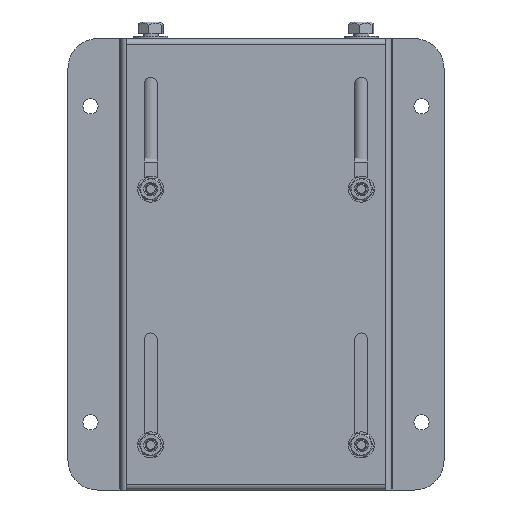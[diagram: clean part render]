
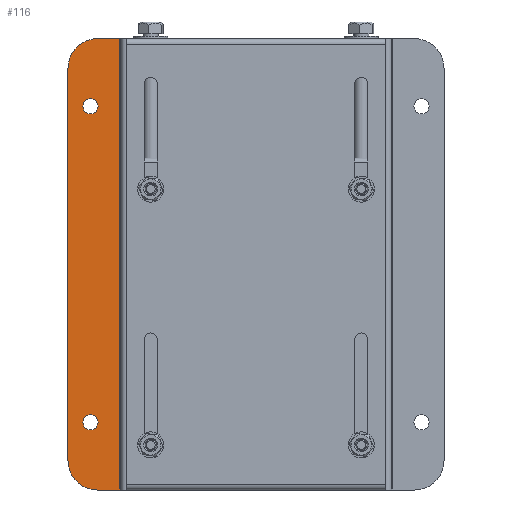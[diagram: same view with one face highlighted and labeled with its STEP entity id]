
A CAD part, front view. The second image highlights one B-rep face of the part: STEP entity #116.
In plain terms, the highlighted planar face has unit normal (0, -1, 0).
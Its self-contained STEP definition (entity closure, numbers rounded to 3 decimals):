
#116 = ADVANCED_FACE ( 'NONE', ( #3143, #3142, #3141 ), #3977, .T. ) ;
#133 = EDGE_CURVE ( 'NONE', #6571, #6572, #4904, .T. ) ;
#856 = LINE ( 'NONE', #2478, #4517 ) ;
#857 = LINE ( 'NONE', #2481, #4515 ) ;
#859 = LINE ( 'NONE', #2498, #4507 ) ;
#868 = LINE ( 'NONE', #2538, #4485 ) ;
#1500 = VERTEX_POINT ( 'NONE', #3629 ) ;
#1504 = VERTEX_POINT ( 'NONE', #3676 ) ;
#1510 = VERTEX_POINT ( 'NONE', #3624 ) ;
#1518 = VERTEX_POINT ( 'NONE', #3611 ) ;
#1530 = VERTEX_POINT ( 'NONE', #3596 ) ;
#1539 = VERTEX_POINT ( 'NONE', #3587 ) ;
#2189 = CARTESIAN_POINT ( 'NONE',  ( -25.4, 40.45, 317.5 ) ) ;
#2192 = CARTESIAN_POINT ( 'NONE',  ( -25.4, 40.45, 330.2 ) ) ;
#2245 = CARTESIAN_POINT ( 'NONE',  ( -25.4, 40.45, 50.8 ) ) ;
#2247 = CARTESIAN_POINT ( 'NONE',  ( -25.4, 40.45, 63.5 ) ) ;
#2472 = DIRECTION ( 'NONE',  ( 1., 0., 0. ) ) ;
#2474 = DIRECTION ( 'NONE',  ( 0., -1., 0. ) ) ;
#2475 = CARTESIAN_POINT ( 'NONE',  ( -19.45, 40.45, 356. ) ) ;
#2477 = DIRECTION ( 'NONE',  ( 0., 0., -1. ) ) ;
#2478 = CARTESIAN_POINT ( 'NONE',  ( -0.737, 40.45, 381. ) ) ;
#2479 = DIRECTION ( 'NONE',  ( -1., 0., 0. ) ) ;
#2481 = CARTESIAN_POINT ( 'NONE',  ( 0., 40.45, 0. ) ) ;
#2483 = DIRECTION ( 'NONE',  ( 1., 0., 0. ) ) ;
#2486 = DIRECTION ( 'NONE',  ( 0., -1., 0. ) ) ;
#2487 = CARTESIAN_POINT ( 'NONE',  ( -19.45, 40.45, 25. ) ) ;
#2488 = DIRECTION ( 'NONE',  ( 1., 0., 0. ) ) ;
#2490 = DIRECTION ( 'NONE',  ( 0., -1., 0. ) ) ;
#2491 = CARTESIAN_POINT ( 'NONE',  ( -25.4, 40.45, 323.85 ) ) ;
#2492 = DIRECTION ( 'NONE',  ( 1., 0., 0. ) ) ;
#2493 = DIRECTION ( 'NONE',  ( 0., -1., 0. ) ) ;
#2494 = CARTESIAN_POINT ( 'NONE',  ( -25.4, 40.45, 57.15 ) ) ;
#2497 = DIRECTION ( 'NONE',  ( 0., 0., -1. ) ) ;
#2498 = CARTESIAN_POINT ( 'NONE',  ( -44.45, 40.45, 381. ) ) ;
#2537 = DIRECTION ( 'NONE',  ( -1., 0., 0. ) ) ;
#2538 = CARTESIAN_POINT ( 'NONE',  ( 0., 40.45, 381. ) ) ;
#3141 = FACE_OUTER_BOUND ( 'NONE', #6730, .T. ) ;
#3142 = FACE_BOUND ( 'NONE', #6729, .T. ) ;
#3143 = FACE_BOUND ( 'NONE', #6728, .T. ) ;
#3407 = EDGE_CURVE ( 'NONE', #6554, #6555, #7154, .T. ) ;
#3587 = CARTESIAN_POINT ( 'NONE',  ( -44.45, 40.45, 25. ) ) ;
#3596 = CARTESIAN_POINT ( 'NONE',  ( -0.737, 40.45, 0. ) ) ;
#3611 = CARTESIAN_POINT ( 'NONE',  ( -19.45, 40.45, 381. ) ) ;
#3624 = CARTESIAN_POINT ( 'NONE',  ( -0.737, 40.45, 381. ) ) ;
#3629 = CARTESIAN_POINT ( 'NONE',  ( -44.45, 40.45, 356. ) ) ;
#3676 = CARTESIAN_POINT ( 'NONE',  ( -19.45, 40.45, 0. ) ) ;
#3702 = DIRECTION ( 'NONE',  ( 0., -1., 0. ) ) ;
#3704 = CARTESIAN_POINT ( 'NONE',  ( -25.4, 40.45, 323.85 ) ) ;
#3705 = DIRECTION ( 'NONE',  ( 1., 0., 0. ) ) ;
#3977 = PLANE ( 'NONE',  #4930 ) ;
#3978 = DIRECTION ( 'NONE',  ( 0., -1., 0. ) ) ;
#3979 = CARTESIAN_POINT ( 'NONE',  ( 0., 40.45, 381. ) ) ;
#3980 = DIRECTION ( 'NONE',  ( 1., 0., 0. ) ) ;
#4485 = VECTOR ( 'NONE', #2537, 1000. ) ;
#4496 = CIRCLE ( 'NONE', #4510, 6.35 ) ;
#4498 = CIRCLE ( 'NONE', #4512, 6.35 ) ;
#4500 = CIRCLE ( 'NONE', #4514, 25. ) ;
#4507 = VECTOR ( 'NONE', #2497, 1000. ) ;
#4508 = CIRCLE ( 'NONE', #4518, 25. ) ;
#4510 = AXIS2_PLACEMENT_3D ( 'NONE', #2494, #2493, #2492 ) ;
#4512 = AXIS2_PLACEMENT_3D ( 'NONE', #2491, #2490, #2488 ) ;
#4514 = AXIS2_PLACEMENT_3D ( 'NONE', #2487, #2486, #2483 ) ;
#4515 = VECTOR ( 'NONE', #2479, 1000. ) ;
#4517 = VECTOR ( 'NONE', #2477, 1000. ) ;
#4518 = AXIS2_PLACEMENT_3D ( 'NONE', #2475, #2474, #2472 ) ;
#4903 = AXIS2_PLACEMENT_3D ( 'NONE', #3704, #3702, #3705 ) ;
#4904 = CIRCLE ( 'NONE', #4903, 6.35 ) ;
#4930 = AXIS2_PLACEMENT_3D ( 'NONE', #3979, #3978, #3980 ) ;
#5931 = CARTESIAN_POINT ( 'NONE',  ( -25.4, 40.45, 57.15 ) ) ;
#5962 = DIRECTION ( 'NONE',  ( 1., 0., 0. ) ) ;
#6155 = DIRECTION ( 'NONE',  ( 0., -1., 0. ) ) ;
#6554 = VERTEX_POINT ( 'NONE', #2247 ) ;
#6555 = VERTEX_POINT ( 'NONE', #2245 ) ;
#6571 = VERTEX_POINT ( 'NONE', #2192 ) ;
#6572 = VERTEX_POINT ( 'NONE', #2189 ) ;
#6728 = EDGE_LOOP ( 'NONE', ( #6980, #6978 ) ) ;
#6729 = EDGE_LOOP ( 'NONE', ( #6976, #6977 ) ) ;
#6730 = EDGE_LOOP ( 'NONE', ( #6974, #6975, #6979, #6973, #6972, #6971 ) ) ;
#6971 = ORIENTED_EDGE ( 'NONE', *, *, #7359, .T. ) ;
#6972 = ORIENTED_EDGE ( 'NONE', *, *, #7337, .T. ) ;
#6973 = ORIENTED_EDGE ( 'NONE', *, *, #7358, .F. ) ;
#6974 = ORIENTED_EDGE ( 'NONE', *, *, #7352, .T. ) ;
#6975 = ORIENTED_EDGE ( 'NONE', *, *, #7356, .T. ) ;
#6976 = ORIENTED_EDGE ( 'NONE', *, *, #133, .F. ) ;
#6977 = ORIENTED_EDGE ( 'NONE', *, *, #7355, .F. ) ;
#6978 = ORIENTED_EDGE ( 'NONE', *, *, #7354, .F. ) ;
#6979 = ORIENTED_EDGE ( 'NONE', *, *, #7357, .F. ) ;
#6980 = ORIENTED_EDGE ( 'NONE', *, *, #3407, .F. ) ;
#7154 = CIRCLE ( 'NONE', #7155, 6.35 ) ;
#7155 = AXIS2_PLACEMENT_3D ( 'NONE', #5931, #6155, #5962 ) ;
#7337 = EDGE_CURVE ( 'NONE', #1510, #1518, #868, .T. ) ;
#7352 = EDGE_CURVE ( 'NONE', #1500, #1539, #859, .T. ) ;
#7354 = EDGE_CURVE ( 'NONE', #6555, #6554, #4496, .T. ) ;
#7355 = EDGE_CURVE ( 'NONE', #6572, #6571, #4498, .T. ) ;
#7356 = EDGE_CURVE ( 'NONE', #1539, #1504, #4500, .T. ) ;
#7357 = EDGE_CURVE ( 'NONE', #1530, #1504, #857, .T. ) ;
#7358 = EDGE_CURVE ( 'NONE', #1510, #1530, #856, .T. ) ;
#7359 = EDGE_CURVE ( 'NONE', #1518, #1500, #4508, .T. ) ;
